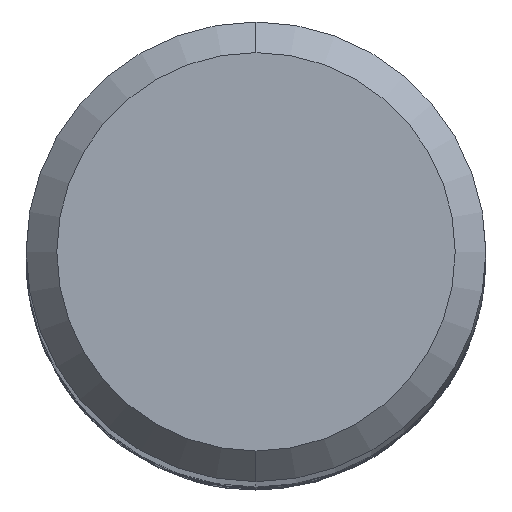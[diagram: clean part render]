
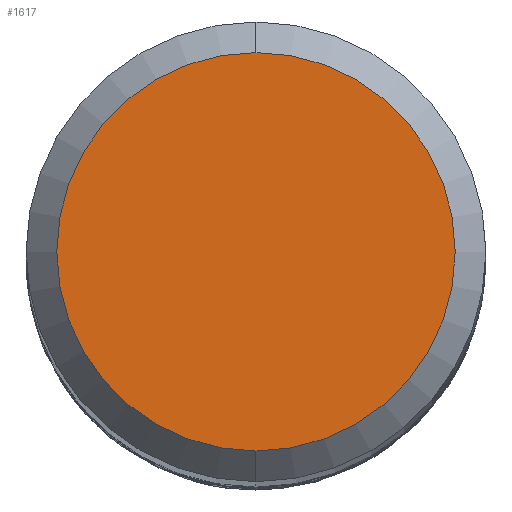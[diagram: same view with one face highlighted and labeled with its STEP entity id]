
A CAD part, top view. The second image highlights one B-rep face of the part: STEP entity #1617.
In plain terms, the highlighted planar face has unit normal (0, 0, 1).
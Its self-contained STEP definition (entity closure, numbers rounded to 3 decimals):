
#1109=VERTEX_POINT('',#2532);
#1291=EDGE_CURVE('',#1665,#1109,#2733,.T.);
#1415=EDGE_CURVE('',#1109,#1665,#2866,.T.);
#1617=ADVANCED_FACE('',(#3090),#3091,.T.);
#1665=VERTEX_POINT('',#3147);
#2532=CARTESIAN_POINT('',(0.0,2.6,0.0));
#2733=CIRCLE('',#10940,2.6);
#2866=CIRCLE('',#12461,2.6);
#3090=FACE_OUTER_BOUND('',#14743,.T.);
#3091=PLANE('',#14744);
#3147=CARTESIAN_POINT('',(0.,-2.6,0.0));
#10940=AXIS2_PLACEMENT_3D('',#21016,#21017,#21018);
#12461=AXIS2_PLACEMENT_3D('',#21117,#21118,#21119);
#14743=EDGE_LOOP('',(#21348,#21349));
#14744=AXIS2_PLACEMENT_3D('',#21350,#21351,#21352);
#21016=CARTESIAN_POINT('',(0.0,0.0,0.0));
#21017=DIRECTION('',(0.0,0.0,-1.0));
#21018=DIRECTION('',(0.0,1.0,0.0));
#21117=CARTESIAN_POINT('',(0.0,0.0,0.0));
#21118=DIRECTION('',(0.0,0.0,-1.0));
#21119=DIRECTION('',(0.0,1.0,0.0));
#21348=ORIENTED_EDGE('',*,*,#1415,.F.);
#21349=ORIENTED_EDGE('',*,*,#1291,.F.);
#21350=CARTESIAN_POINT('',(0.0,1.3,0.0));
#21351=DIRECTION('',(-0.0,0.0,1.0));
#21352=DIRECTION('',(0.0,-1.0,0.0));
